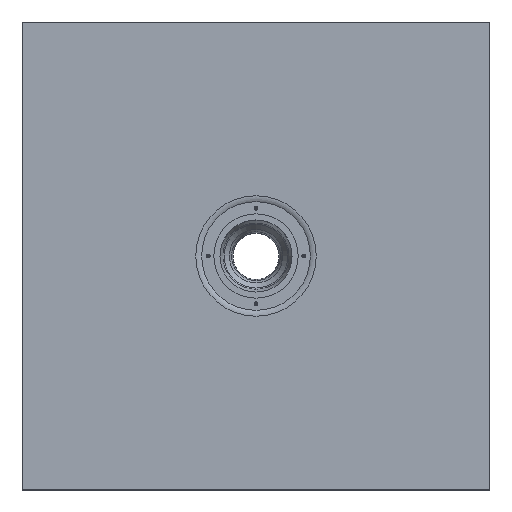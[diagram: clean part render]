
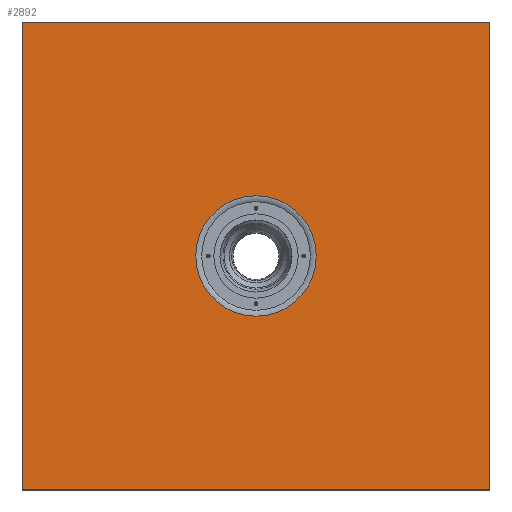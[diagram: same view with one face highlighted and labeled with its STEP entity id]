
A CAD part, top view. The second image highlights one B-rep face of the part: STEP entity #2892.
In plain terms, the highlighted planar face has unit normal (0, 0, 1).
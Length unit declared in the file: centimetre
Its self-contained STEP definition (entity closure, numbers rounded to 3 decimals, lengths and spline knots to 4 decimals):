
#125=FACE_BOUND('',#790,.T.);
#155=PLANE('',#3304);
#289=LINE('',#5782,#391);
#293=LINE('',#5789,#395);
#296=LINE('',#5795,#398);
#297=LINE('',#5797,#399);
#391=VECTOR('',#4192,1.);
#395=VECTOR('',#4198,1.);
#398=VECTOR('',#4203,1.);
#399=VECTOR('',#4206,1.);
#593=FACE_OUTER_BOUND('',#789,.T.);
#789=EDGE_LOOP('',(#2522,#2523,#2524,#2525));
#790=EDGE_LOOP('',(#2526));
#1050=CIRCLE('',#3274,64.3137);
#1323=VERTEX_POINT('',#5733);
#1338=VERTEX_POINT('',#5779);
#1339=VERTEX_POINT('',#5781);
#1341=VERTEX_POINT('',#5787);
#1343=VERTEX_POINT('',#5793);
#1717=EDGE_CURVE('',#1323,#1323,#1050,.T.);
#1740=EDGE_CURVE('',#1338,#1339,#289,.T.);
#1744=EDGE_CURVE('',#1341,#1338,#293,.T.);
#1747=EDGE_CURVE('',#1343,#1341,#296,.T.);
#1748=EDGE_CURVE('',#1339,#1343,#297,.T.);
#2522=ORIENTED_EDGE('',*,*,#1740,.F.);
#2523=ORIENTED_EDGE('',*,*,#1744,.F.);
#2524=ORIENTED_EDGE('',*,*,#1747,.F.);
#2525=ORIENTED_EDGE('',*,*,#1748,.F.);
#2526=ORIENTED_EDGE('',*,*,#1717,.T.);
#2892=ADVANCED_FACE('',(#593,#125),#155,.F.);
#3274=AXIS2_PLACEMENT_3D('',#5734,#4132,#4133);
#3304=AXIS2_PLACEMENT_3D('',#5796,#4204,#4205);
#4132=DIRECTION('center_axis',(0.,0.,-1.));
#4133=DIRECTION('ref_axis',(1.,0.,0.));
#4192=DIRECTION('',(0.,-1.,0.));
#4198=DIRECTION('',(1.,0.,0.));
#4203=DIRECTION('',(0.,1.,0.));
#4204=DIRECTION('center_axis',(0.,0.,-1.));
#4205=DIRECTION('ref_axis',(-1.,0.,0.));
#4206=DIRECTION('',(-1.,0.,0.));
#5733=CARTESIAN_POINT('',(1008.9395,184.3313,128.));
#5734=CARTESIAN_POINT('Origin',(1008.9395,248.645,128.));
#5779=CARTESIAN_POINT('',(1258.9395,498.645,128.));
#5781=CARTESIAN_POINT('',(1258.9395,-1.355,128.));
#5782=CARTESIAN_POINT('',(1258.9395,248.645,128.));
#5787=CARTESIAN_POINT('',(758.9395,498.645,128.));
#5789=CARTESIAN_POINT('',(1008.9395,498.645,128.));
#5793=CARTESIAN_POINT('',(758.9395,-1.355,128.));
#5795=CARTESIAN_POINT('',(758.9395,248.645,128.));
#5796=CARTESIAN_POINT('Origin',(1008.9395,248.645,128.));
#5797=CARTESIAN_POINT('',(1008.9395,-1.355,128.));
